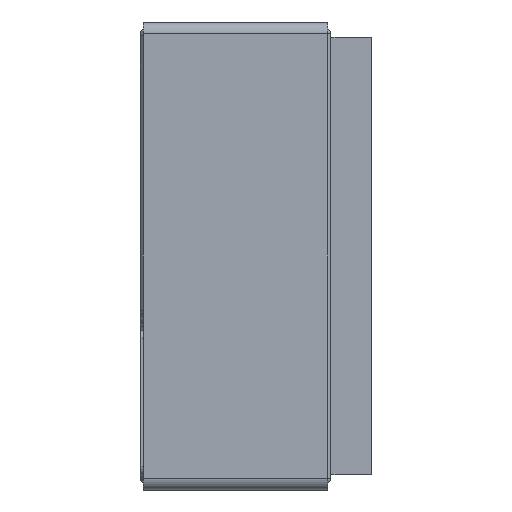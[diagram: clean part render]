
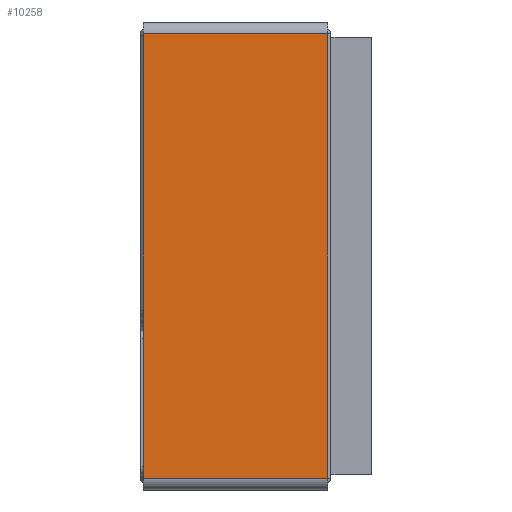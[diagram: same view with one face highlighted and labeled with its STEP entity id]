
A CAD part, left-side view. The second image highlights one B-rep face of the part: STEP entity #10258.
In plain terms, the highlighted planar face has unit normal (-1, 0, 0).
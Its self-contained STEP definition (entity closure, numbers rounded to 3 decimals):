
#115 = DIRECTION ( 'NONE',  ( 1., 0., 0. ) ) ;
#492 = DIRECTION ( 'NONE',  ( 0., 0., -1. ) ) ;
#619 = VECTOR ( 'NONE', #492, 1000. ) ;
#696 = CARTESIAN_POINT ( 'NONE',  ( -2.7, 1.23, 0. ) ) ;
#718 = EDGE_LOOP ( 'NONE', ( #3156, #10994, #5635, #8107 ) ) ;
#973 = PLANE ( 'NONE',  #4644 ) ;
#1316 = CARTESIAN_POINT ( 'NONE',  ( -2.7, 1.25, 1.44 ) ) ;
#1558 = VERTEX_POINT ( 'NONE', #12585 ) ;
#1868 = EDGE_CURVE ( 'NONE', #3963, #9366, #4148, .T. ) ;
#2524 = CARTESIAN_POINT ( 'NONE',  ( -2.7, 0.035, -1.44 ) ) ;
#3115 = FACE_OUTER_BOUND ( 'NONE', #718, .T. ) ;
#3156 = ORIENTED_EDGE ( 'NONE', *, *, #6885, .F. ) ;
#3212 = VECTOR ( 'NONE', #7718, 1000. ) ;
#3963 = VERTEX_POINT ( 'NONE', #2524 ) ;
#4148 = LINE ( 'NONE', #8214, #5525 ) ;
#4188 = CARTESIAN_POINT ( 'NONE',  ( -2.7, 0.035, 1.44 ) ) ;
#4644 = AXIS2_PLACEMENT_3D ( 'NONE', #6201, #115, #13109 ) ;
#5525 = VECTOR ( 'NONE', #10295, 1000. ) ;
#5635 = ORIENTED_EDGE ( 'NONE', *, *, #11695, .F. ) ;
#6201 = CARTESIAN_POINT ( 'NONE',  ( -2.7, 1.25, -1.515 ) ) ;
#6266 = LINE ( 'NONE', #1316, #10781 ) ;
#6430 = CARTESIAN_POINT ( 'NONE',  ( -2.7, 1.23, -1.44 ) ) ;
#6885 = EDGE_CURVE ( 'NONE', #9366, #1558, #11871, .T. ) ;
#7127 = DIRECTION ( 'NONE',  ( 0., -1., 0. ) ) ;
#7718 = DIRECTION ( 'NONE',  ( 0., 0., 1. ) ) ;
#7725 = EDGE_CURVE ( 'NONE', #1558, #11592, #6266, .T. ) ;
#8107 = ORIENTED_EDGE ( 'NONE', *, *, #7725, .F. ) ;
#8214 = CARTESIAN_POINT ( 'NONE',  ( -2.7, 1.25, -1.44 ) ) ;
#8729 = CARTESIAN_POINT ( 'NONE',  ( -2.7, 0.035, -1.515 ) ) ;
#9366 = VERTEX_POINT ( 'NONE', #6430 ) ;
#10258 = ADVANCED_FACE ( 'NONE', ( #3115 ), #973, .F. ) ;
#10295 = DIRECTION ( 'NONE',  ( 0., 1., 0. ) ) ;
#10781 = VECTOR ( 'NONE', #7127, 1000. ) ;
#10994 = ORIENTED_EDGE ( 'NONE', *, *, #1868, .F. ) ;
#11592 = VERTEX_POINT ( 'NONE', #4188 ) ;
#11695 = EDGE_CURVE ( 'NONE', #11592, #3963, #12821, .T. ) ;
#11871 = LINE ( 'NONE', #696, #3212 ) ;
#12585 = CARTESIAN_POINT ( 'NONE',  ( -2.7, 1.23, 1.44 ) ) ;
#12821 = LINE ( 'NONE', #8729, #619 ) ;
#13109 = DIRECTION ( 'NONE',  ( 0., 0., -1. ) ) ;
